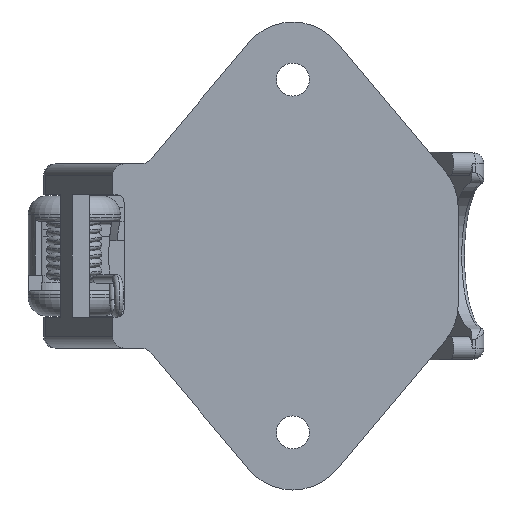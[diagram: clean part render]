
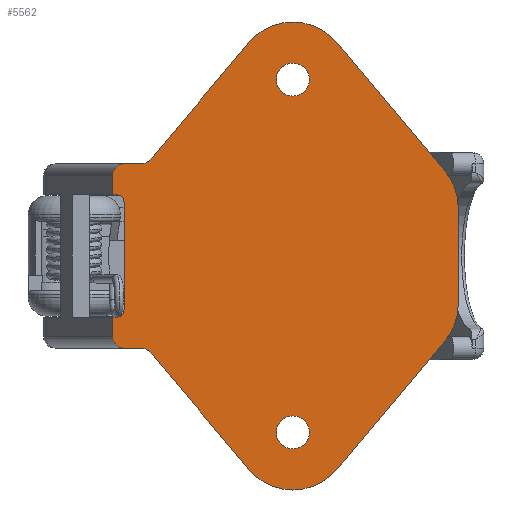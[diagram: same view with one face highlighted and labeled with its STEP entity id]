
A CAD part, left-side view. The second image highlights one B-rep face of the part: STEP entity #5562.
In plain terms, the highlighted planar face has unit normal (-1, 0, 0).
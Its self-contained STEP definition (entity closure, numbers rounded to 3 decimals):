
#137=DIRECTION('',(0.,-1.,0.));
#138=VECTOR('',#137,2.047);
#139=CARTESIAN_POINT('',(-18.,22.,12.));
#140=LINE('',#139,#138);
#280=DIRECTION('',(0.,-1.,0.));
#281=VECTOR('',#280,2.047);
#282=CARTESIAN_POINT('',(-18.,22.,-12.));
#283=LINE('',#282,#281);
#355=CARTESIAN_POINT('',(-18.,19.953,-14.));
#356=DIRECTION('',(1.,0.,0.));
#357=DIRECTION('',(0.,0.,1.));
#358=AXIS2_PLACEMENT_3D('',#355,#356,#357);
#360=DIRECTION('',(0.,-1.,0.));
#361=VECTOR('',#360,0.5);
#362=CARTESIAN_POINT('',(-18.,23.5,-8.));
#363=LINE('',#362,#361);
#364=DIRECTION('',(0.,0.,1.));
#365=VECTOR('',#364,14.);
#366=CARTESIAN_POINT('',(-18.,22.,-7.));
#367=LINE('',#366,#365);
#368=DIRECTION('',(0.,-1.,0.));
#369=VECTOR('',#368,0.5);
#370=CARTESIAN_POINT('',(-18.,23.5,8.));
#371=LINE('',#370,#369);
#372=DIRECTION('',(0.,0.,1.));
#373=VECTOR('',#372,2.5);
#374=CARTESIAN_POINT('',(-18.,23.5,8.));
#375=LINE('',#374,#373);
#376=CARTESIAN_POINT('',(-18.,22.,10.5));
#377=DIRECTION('',(-1.,0.,0.));
#378=DIRECTION('',(0.,0.,1.));
#379=AXIS2_PLACEMENT_3D('',#376,#377,#378);
#381=DIRECTION('',(0.,-0.643,0.766));
#382=VECTOR('',#381,19.72);
#383=CARTESIAN_POINT('',(-18.,18.421,12.714));
#384=LINE('',#383,#382);
#385=CARTESIAN_POINT('',(-18.,0.,23.));
#386=DIRECTION('',(1.,0.,0.));
#387=DIRECTION('',(0.,0.766,0.643));
#388=AXIS2_PLACEMENT_3D('',#385,#386,#387);
#390=DIRECTION('',(0.,-0.643,-0.766));
#391=VECTOR('',#390,22.021);
#392=CARTESIAN_POINT('',(-18.,-5.745,27.821));
#393=LINE('',#392,#391);
#394=CARTESIAN_POINT('',(-18.,-14.538,6.452));
#395=DIRECTION('',(-1.,0.,0.));
#396=DIRECTION('',(0.,-1.,0.));
#397=AXIS2_PLACEMENT_3D('',#394,#395,#396);
#399=DIRECTION('',(0.,0.,-1.));
#400=VECTOR('',#399,12.904);
#401=CARTESIAN_POINT('',(-18.,-21.538,6.452));
#402=LINE('',#401,#400);
#403=CARTESIAN_POINT('',(-18.,-14.538,-6.452));
#404=DIRECTION('',(-1.,0.,0.));
#405=DIRECTION('',(0.,-0.766,-0.643));
#406=AXIS2_PLACEMENT_3D('',#403,#404,#405);
#408=DIRECTION('',(0.,0.643,-0.766));
#409=VECTOR('',#408,22.021);
#410=CARTESIAN_POINT('',(-18.,-19.9,-10.952));
#411=LINE('',#410,#409);
#412=CARTESIAN_POINT('',(-18.,0.,-23.));
#413=DIRECTION('',(1.,0.,0.));
#414=DIRECTION('',(0.,-0.766,-0.643));
#415=AXIS2_PLACEMENT_3D('',#412,#413,#414);
#417=DIRECTION('',(0.,0.643,0.766));
#418=VECTOR('',#417,19.72);
#419=CARTESIAN_POINT('',(-18.,5.745,-27.821));
#420=LINE('',#419,#418);
#421=CARTESIAN_POINT('',(-18.,22.,-10.5));
#422=DIRECTION('',(-1.,0.,0.));
#423=DIRECTION('',(0.,1.,0.));
#424=AXIS2_PLACEMENT_3D('',#421,#422,#423);
#426=DIRECTION('',(0.,0.,1.));
#427=VECTOR('',#426,2.5);
#428=CARTESIAN_POINT('',(-18.,23.5,-10.5));
#429=LINE('',#428,#427);
#430=CARTESIAN_POINT('',(-18.,0.,23.));
#431=DIRECTION('',(-1.,0.,0.));
#432=DIRECTION('',(0.,0.,1.));
#433=AXIS2_PLACEMENT_3D('',#430,#431,#432);
#435=CARTESIAN_POINT('',(-18.,0.,23.));
#436=DIRECTION('',(-1.,0.,0.));
#437=DIRECTION('',(0.,0.,-1.));
#438=AXIS2_PLACEMENT_3D('',#435,#436,#437);
#440=CARTESIAN_POINT('',(-18.,0.,-23.));
#441=DIRECTION('',(1.,0.,0.));
#442=DIRECTION('',(0.,0.,-1.));
#443=AXIS2_PLACEMENT_3D('',#440,#441,#442);
#445=CARTESIAN_POINT('',(-18.,0.,-23.));
#446=DIRECTION('',(1.,0.,0.));
#447=DIRECTION('',(0.,0.,1.));
#448=AXIS2_PLACEMENT_3D('',#445,#446,#447);
#549=CARTESIAN_POINT('',(-18.,23.,-7.));
#550=DIRECTION('',(1.,0.,0.));
#551=DIRECTION('',(0.,-1.,0.));
#552=AXIS2_PLACEMENT_3D('',#549,#550,#551);
#3873=CARTESIAN_POINT('',(-18.,23.,7.));
#3874=DIRECTION('',(1.,0.,0.));
#3875=DIRECTION('',(0.,0.,1.));
#3876=AXIS2_PLACEMENT_3D('',#3873,#3874,#3875);
#4028=CARTESIAN_POINT('',(-18.,19.953,14.));
#4029=DIRECTION('',(1.,0.,0.));
#4030=DIRECTION('',(0.,-0.766,-0.643));
#4031=AXIS2_PLACEMENT_3D('',#4028,#4029,#4030);
#4248=CARTESIAN_POINT('',(-18.,-5.745,-27.821));
#4249=CARTESIAN_POINT('',(-18.,5.745,-27.821));
#4250=VERTEX_POINT('',#4248);
#4251=VERTEX_POINT('',#4249);
#4252=CARTESIAN_POINT('',(-18.,5.745,27.821));
#4253=CARTESIAN_POINT('',(-18.,-5.745,27.821));
#4254=VERTEX_POINT('',#4252);
#4255=VERTEX_POINT('',#4253);
#4256=CARTESIAN_POINT('',(-18.,-21.538,6.452));
#4257=CARTESIAN_POINT('',(-18.,-19.9,10.952));
#4258=VERTEX_POINT('',#4256);
#4259=VERTEX_POINT('',#4257);
#4260=CARTESIAN_POINT('',(-18.,-19.9,-10.952));
#4261=CARTESIAN_POINT('',(-18.,-21.538,-6.452));
#4262=VERTEX_POINT('',#4260);
#4263=VERTEX_POINT('',#4261);
#4276=CARTESIAN_POINT('',(-18.,0.,25.15));
#4277=CARTESIAN_POINT('',(-18.,0.,20.85));
#4278=VERTEX_POINT('',#4276);
#4279=VERTEX_POINT('',#4277);
#4290=CARTESIAN_POINT('',(-18.,0.,-25.15));
#4291=VERTEX_POINT('',#4290);
#4294=CARTESIAN_POINT('',(-18.,0.,-20.85));
#4295=VERTEX_POINT('',#4294);
#4412=CARTESIAN_POINT('',(-18.,18.421,-12.714));
#4413=VERTEX_POINT('',#4412);
#4414=CARTESIAN_POINT('',(-18.,18.421,12.714));
#4415=VERTEX_POINT('',#4414);
#4416=CARTESIAN_POINT('',(-18.,22.,-12.));
#4417=CARTESIAN_POINT('',(-18.,19.953,-12.));
#4418=VERTEX_POINT('',#4416);
#4419=VERTEX_POINT('',#4417);
#4420=CARTESIAN_POINT('',(-18.,22.,12.));
#4421=CARTESIAN_POINT('',(-18.,19.953,12.));
#4422=VERTEX_POINT('',#4420);
#4423=VERTEX_POINT('',#4421);
#4484=CARTESIAN_POINT('',(-18.,23.,8.));
#4486=VERTEX_POINT('',#4484);
#4488=CARTESIAN_POINT('',(-18.,22.,-7.));
#4489=CARTESIAN_POINT('',(-18.,22.,7.));
#4490=VERTEX_POINT('',#4488);
#4491=VERTEX_POINT('',#4489);
#4494=CARTESIAN_POINT('',(-18.,23.,-8.));
#4495=VERTEX_POINT('',#4494);
#4496=CARTESIAN_POINT('',(-18.,23.5,-8.));
#4497=VERTEX_POINT('',#4496);
#4498=CARTESIAN_POINT('',(-18.,23.5,8.));
#4499=VERTEX_POINT('',#4498);
#4500=CARTESIAN_POINT('',(-18.,23.5,-10.5));
#4501=VERTEX_POINT('',#4500);
#4502=CARTESIAN_POINT('',(-18.,23.5,10.5));
#4503=VERTEX_POINT('',#4502);
#5502=CARTESIAN_POINT('',(-18.,0.,0.));
#5503=DIRECTION('',(1.,0.,0.));
#5504=DIRECTION('',(0.,1.,0.));
#5505=AXIS2_PLACEMENT_3D('',#5502,#5503,#5504);
#5506=PLANE('',#5505);
#5508=ORIENTED_EDGE('',*,*,#5507,.T.);
#5510=ORIENTED_EDGE('',*,*,#5509,.F.);
#5512=ORIENTED_EDGE('',*,*,#5511,.T.);
#5514=ORIENTED_EDGE('',*,*,#5513,.F.);
#5516=ORIENTED_EDGE('',*,*,#5515,.F.);
#5518=ORIENTED_EDGE('',*,*,#5517,.T.);
#5520=ORIENTED_EDGE('',*,*,#5519,.F.);
#5521=ORIENTED_EDGE('',*,*,#5262,.T.);
#5523=ORIENTED_EDGE('',*,*,#5522,.F.);
#5525=ORIENTED_EDGE('',*,*,#5524,.T.);
#5527=ORIENTED_EDGE('',*,*,#5526,.T.);
#5529=ORIENTED_EDGE('',*,*,#5528,.T.);
#5531=ORIENTED_EDGE('',*,*,#5530,.F.);
#5533=ORIENTED_EDGE('',*,*,#5532,.T.);
#5535=ORIENTED_EDGE('',*,*,#5534,.F.);
#5537=ORIENTED_EDGE('',*,*,#5536,.T.);
#5539=ORIENTED_EDGE('',*,*,#5538,.T.);
#5541=ORIENTED_EDGE('',*,*,#5540,.T.);
#5542=ORIENTED_EDGE('',*,*,#5495,.F.);
#5543=ORIENTED_EDGE('',*,*,#5424,.F.);
#5545=ORIENTED_EDGE('',*,*,#5544,.F.);
#5547=ORIENTED_EDGE('',*,*,#5546,.T.);
#5548=EDGE_LOOP('',(#5508,#5510,#5512,#5514,#5516,#5518,#5520,#5521,#5523,#5525,
#5527,#5529,#5531,#5533,#5535,#5537,#5539,#5541,#5542,#5543,#5545,#5547));
#5549=FACE_OUTER_BOUND('',#5548,.F.);
#5551=ORIENTED_EDGE('',*,*,#5550,.T.);
#5553=ORIENTED_EDGE('',*,*,#5552,.T.);
#5554=EDGE_LOOP('',(#5551,#5553));
#5555=FACE_BOUND('',#5554,.F.);
#5557=ORIENTED_EDGE('',*,*,#5556,.F.);
#5559=ORIENTED_EDGE('',*,*,#5558,.F.);
#5560=EDGE_LOOP('',(#5557,#5559));
#5561=FACE_BOUND('',#5560,.F.);
#5562=ADVANCED_FACE('',(#5549,#5555,#5561),#5506,.F.);
#359=CIRCLE('',#358,2.);
#380=CIRCLE('',#379,1.5);
#389=CIRCLE('',#388,7.5);
#398=CIRCLE('',#397,7.);
#407=CIRCLE('',#406,7.);
#416=CIRCLE('',#415,7.5);
#425=CIRCLE('',#424,1.5);
#434=CIRCLE('',#433,2.15);
#439=CIRCLE('',#438,2.15);
#444=CIRCLE('',#443,2.15);
#449=CIRCLE('',#448,2.15);
#553=CIRCLE('',#552,1.);
#3877=CIRCLE('',#3876,1.);
#4032=CIRCLE('',#4031,2.);
#5262=EDGE_CURVE('',#4422,#4423,#140,.T.);
#5424=EDGE_CURVE('',#4418,#4419,#283,.T.);
#5495=EDGE_CURVE('',#4419,#4413,#359,.T.);
#5507=EDGE_CURVE('',#4497,#4495,#363,.T.);
#5509=EDGE_CURVE('',#4490,#4495,#553,.T.);
#5511=EDGE_CURVE('',#4490,#4491,#367,.T.);
#5513=EDGE_CURVE('',#4486,#4491,#3877,.T.);
#5515=EDGE_CURVE('',#4499,#4486,#371,.T.);
#5517=EDGE_CURVE('',#4499,#4503,#375,.T.);
#5519=EDGE_CURVE('',#4422,#4503,#380,.T.);
#5522=EDGE_CURVE('',#4415,#4423,#4032,.T.);
#5524=EDGE_CURVE('',#4415,#4254,#384,.T.);
#5526=EDGE_CURVE('',#4254,#4255,#389,.T.);
#5528=EDGE_CURVE('',#4255,#4259,#393,.T.);
#5530=EDGE_CURVE('',#4258,#4259,#398,.T.);
#5532=EDGE_CURVE('',#4258,#4263,#402,.T.);
#5534=EDGE_CURVE('',#4262,#4263,#407,.T.);
#5536=EDGE_CURVE('',#4262,#4250,#411,.T.);
#5538=EDGE_CURVE('',#4250,#4251,#416,.T.);
#5540=EDGE_CURVE('',#4251,#4413,#420,.T.);
#5544=EDGE_CURVE('',#4501,#4418,#425,.T.);
#5546=EDGE_CURVE('',#4501,#4497,#429,.T.);
#5550=EDGE_CURVE('',#4278,#4279,#434,.T.);
#5552=EDGE_CURVE('',#4279,#4278,#439,.T.);
#5556=EDGE_CURVE('',#4291,#4295,#444,.T.);
#5558=EDGE_CURVE('',#4295,#4291,#449,.T.);
